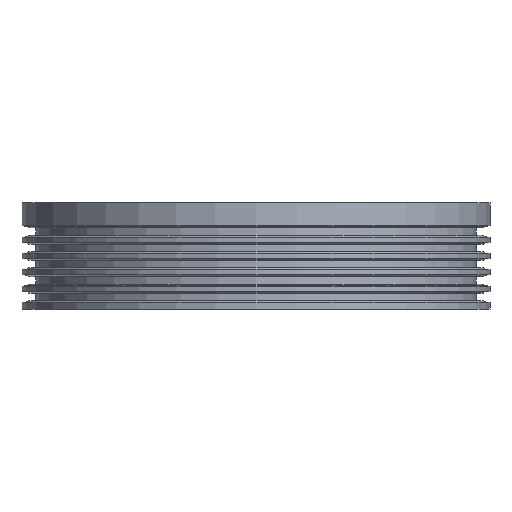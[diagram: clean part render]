
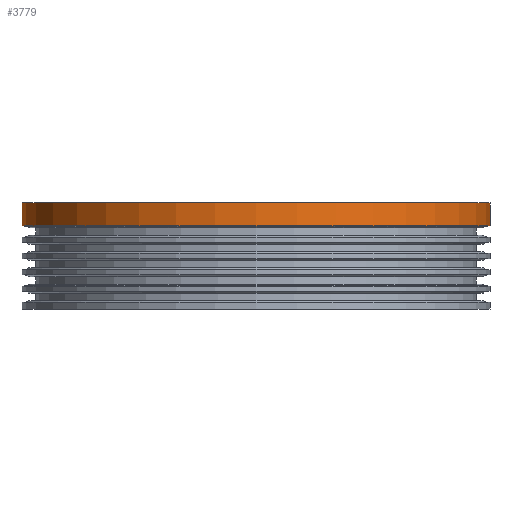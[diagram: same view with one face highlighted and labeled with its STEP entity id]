
A CAD part, front view. The second image highlights one B-rep face of the part: STEP entity #3779.
In plain terms, the highlighted cylindrical face has radius 172 mm (diameter 344 mm), a partial arc.
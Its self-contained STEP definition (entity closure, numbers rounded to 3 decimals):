
#419 = VERTEX_POINT ( 'NONE', #1264 ) ;
#429 = ORIENTED_EDGE ( 'NONE', *, *, #465, .T. ) ;
#465 = EDGE_CURVE ( 'NONE', #3333, #419, #4949, .T. ) ;
#591 = CARTESIAN_POINT ( 'NONE',  ( 172., 0., 78. ) ) ;
#670 = AXIS2_PLACEMENT_3D ( 'NONE', #3592, #4292, #2719 ) ;
#973 = DIRECTION ( 'NONE',  ( 1., 0., 0. ) ) ;
#1086 = ORIENTED_EDGE ( 'NONE', *, *, #4565, .F. ) ;
#1264 = CARTESIAN_POINT ( 'NONE',  ( 172., 0., 61.141 ) ) ;
#1524 = FACE_OUTER_BOUND ( 'NONE', #3166, .T. ) ;
#1790 = EDGE_CURVE ( 'NONE', #419, #3713, #5062, .T. ) ;
#2054 = DIRECTION ( 'NONE',  ( 0., 0., 1. ) ) ;
#2127 = CARTESIAN_POINT ( 'NONE',  ( -172., 0., 0. ) ) ;
#2328 = DIRECTION ( 'NONE',  ( 1., 0., 0. ) ) ;
#2662 = CYLINDRICAL_SURFACE ( 'NONE', #670, 172. ) ;
#2719 = DIRECTION ( 'NONE',  ( 1., 0., 0. ) ) ;
#2966 = AXIS2_PLACEMENT_3D ( 'NONE', #3951, #4399, #2328 ) ;
#3003 = DIRECTION ( 'NONE',  ( 0., 0., 1. ) ) ;
#3166 = EDGE_LOOP ( 'NONE', ( #3217, #429, #4123, #1086 ) ) ;
#3217 = ORIENTED_EDGE ( 'NONE', *, *, #4947, .F. ) ;
#3230 = VERTEX_POINT ( 'NONE', #4239 ) ;
#3333 = VERTEX_POINT ( 'NONE', #4774 ) ;
#3355 = CARTESIAN_POINT ( 'NONE',  ( 0., 0., 61.141 ) ) ;
#3592 = CARTESIAN_POINT ( 'NONE',  ( 0., 0., 0. ) ) ;
#3713 = VERTEX_POINT ( 'NONE', #591 ) ;
#3779 = ADVANCED_FACE ( 'NONE', ( #1524 ), #2662, .T. ) ;
#3803 = CARTESIAN_POINT ( 'NONE',  ( 172., 0., 0. ) ) ;
#3841 = DIRECTION ( 'NONE',  ( 0., 0., 1. ) ) ;
#3915 = VECTOR ( 'NONE', #2054, 1000. ) ;
#3951 = CARTESIAN_POINT ( 'NONE',  ( 0., 0., 78. ) ) ;
#4123 = ORIENTED_EDGE ( 'NONE', *, *, #1790, .T. ) ;
#4239 = CARTESIAN_POINT ( 'NONE',  ( -172., 0., 78. ) ) ;
#4292 = DIRECTION ( 'NONE',  ( 0., 0., 1. ) ) ;
#4359 = AXIS2_PLACEMENT_3D ( 'NONE', #3355, #3841, #973 ) ;
#4399 = DIRECTION ( 'NONE',  ( 0., 0., 1. ) ) ;
#4565 = EDGE_CURVE ( 'NONE', #3230, #3713, #5280, .T. ) ;
#4719 = VECTOR ( 'NONE', #3003, 1000. ) ;
#4774 = CARTESIAN_POINT ( 'NONE',  ( -172., 0., 61.141 ) ) ;
#4888 = LINE ( 'NONE', #2127, #3915 ) ;
#4947 = EDGE_CURVE ( 'NONE', #3333, #3230, #4888, .T. ) ;
#4949 = CIRCLE ( 'NONE', #4359, 172. ) ;
#5062 = LINE ( 'NONE', #3803, #4719 ) ;
#5280 = CIRCLE ( 'NONE', #2966, 172. ) ;
